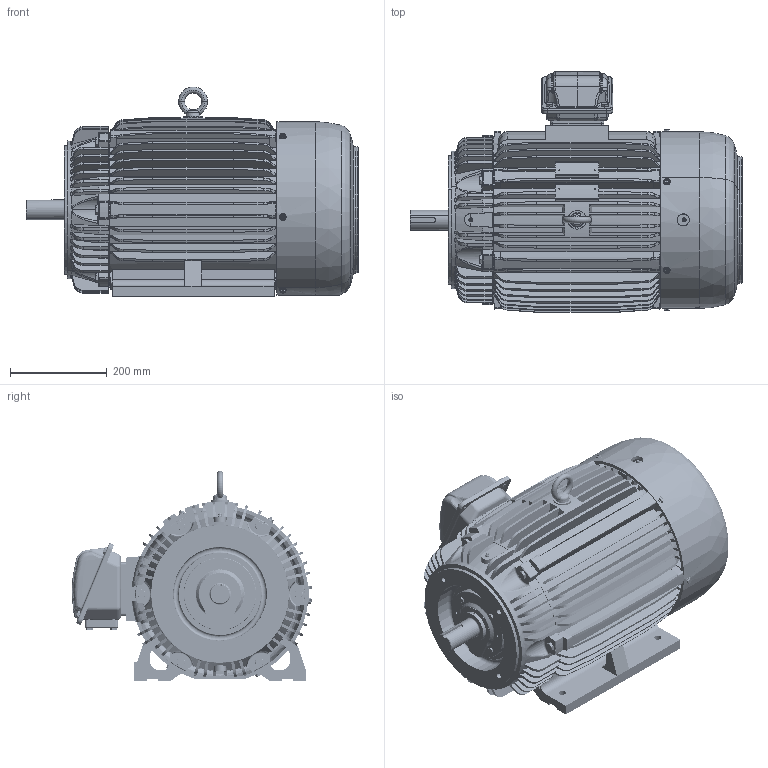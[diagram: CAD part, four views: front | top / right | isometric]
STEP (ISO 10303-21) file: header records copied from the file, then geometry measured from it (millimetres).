
FILE_DESCRIPTION(('CATIA V5 STEP Exchange'),'2;1');
FILE_NAME('286TS-HV-CF_AllCATPart.stp','2012-08-29T11:28:59+00:00',('none'),('none'),'CATIA Version 5 Release 19 SP 9 (IN-10)','CATIA V5 STEP AP203','none');
FILE_SCHEMA(('CONFIG_CONTROL_DESIGN'));
Products named in the file (1): 286TS-HV-CF_AllCATPart
Bounding box: 686.4 x 497.32 x 434 mm (x, y, z)
Volume: 16250647.9 mm3; surface area: 3408642.8 mm2
Topology: 48 solids, 48 shells, 4321 faces, 11732 edges, 7548 vertices
Faces by surface type: plane 1424, cylinder 1057, torus 870, cone 650, bspline 275, sphere 37, extrusion 4, revolution 4
Entity records: 154872 total; most frequent: CARTESIAN_POINT 62073, ORIENTED_EDGE 23292, DIRECTION 12250, EDGE_CURVE 11646, VERTEX_POINT 7548, AXIS2_PLACEMENT_3D 6301, EDGE_LOOP 4706, ADVANCED_FACE 4321
